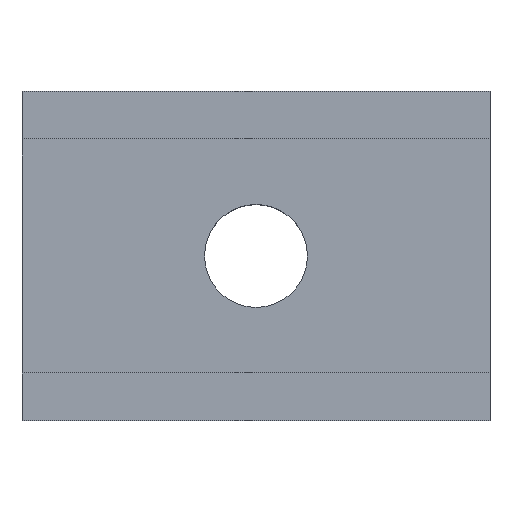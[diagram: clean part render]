
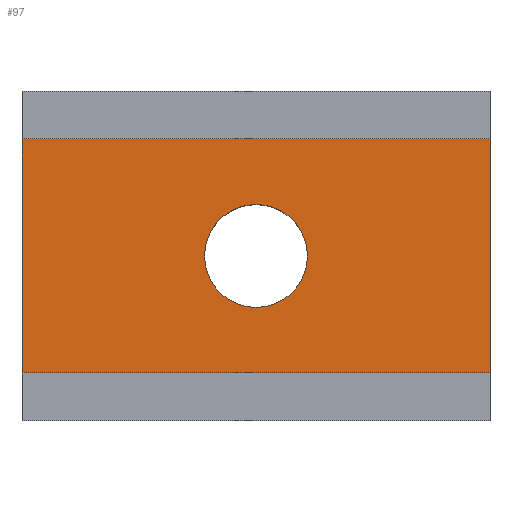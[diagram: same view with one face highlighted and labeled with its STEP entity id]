
A CAD part, top view. The second image highlights one B-rep face of the part: STEP entity #97.
In plain terms, the highlighted planar face has unit normal (0, 0, 1).
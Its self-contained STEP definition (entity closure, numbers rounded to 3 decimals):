
#97=ADVANCED_FACE('',(#217,#218),#219,.T.);
#217=FACE_OUTER_BOUND('',#359,.T.);
#218=FACE_BOUND('',#360,.T.);
#219=PLANE('',#361);
#359=EDGE_LOOP('',(#573,#574,#575,#576));
#360=EDGE_LOOP('',(#577,#578));
#361=AXIS2_PLACEMENT_3D('',#579,#580,#581);
#573=ORIENTED_EDGE('',*,*,#952,.T.);
#574=ORIENTED_EDGE('',*,*,#953,.F.);
#575=ORIENTED_EDGE('',*,*,#954,.T.);
#576=ORIENTED_EDGE('',*,*,#949,.T.);
#577=ORIENTED_EDGE('',*,*,#920,.T.);
#578=ORIENTED_EDGE('',*,*,#937,.T.);
#579=CARTESIAN_POINT('',(10.0,5.,1.5));
#580=DIRECTION('',(0.0,0.0,1.0));
#581=DIRECTION('',(1.0,-0.0,0.0));
#920=EDGE_CURVE('',#1117,#1121,#1123,.T.);
#937=EDGE_CURVE('',#1121,#1117,#1150,.T.);
#949=EDGE_CURVE('',#1167,#1165,#1168,.T.);
#952=EDGE_CURVE('',#1165,#1171,#1172,.T.);
#953=EDGE_CURVE('',#1173,#1171,#1174,.T.);
#954=EDGE_CURVE('',#1173,#1167,#1175,.T.);
#1117=VERTEX_POINT('',#1386);
#1121=VERTEX_POINT('',#1391);
#1123=CIRCLE('',#1394,2.2);
#1150=CIRCLE('',#1434,2.2);
#1165=VERTEX_POINT('',#1455);
#1167=VERTEX_POINT('',#1458);
#1168=LINE('',#1459,#1460);
#1171=VERTEX_POINT('',#1464);
#1172=LINE('',#1465,#1466);
#1173=VERTEX_POINT('',#1467);
#1174=LINE('',#1468,#1469);
#1175=LINE('',#1470,#1471);
#1386=CARTESIAN_POINT('',(2.2,0.,1.5));
#1391=CARTESIAN_POINT('',(-2.2,0.,1.5));
#1394=AXIS2_PLACEMENT_3D('',#1717,#1718,#1719);
#1434=AXIS2_PLACEMENT_3D('',#1733,#1734,#1735);
#1455=CARTESIAN_POINT('',(-10.0,5.,1.5));
#1458=CARTESIAN_POINT('',(10.0,5.,1.5));
#1459=CARTESIAN_POINT('',(10.0,5.,1.5));
#1460=VECTOR('',#1746,20.0);
#1464=CARTESIAN_POINT('',(-10.0,-5.,1.5));
#1465=CARTESIAN_POINT('',(-10.0,5.,1.5));
#1466=VECTOR('',#1748,10.0);
#1467=CARTESIAN_POINT('',(10.0,-5.,1.5));
#1468=CARTESIAN_POINT('',(10.0,-5.,1.5));
#1469=VECTOR('',#1749,20.0);
#1470=CARTESIAN_POINT('',(10.0,-5.,1.5));
#1471=VECTOR('',#1750,10.0);
#1717=CARTESIAN_POINT('',(0.0,0.,1.5));
#1718=DIRECTION('',(0.0,0.0,-1.0));
#1719=DIRECTION('',(1.0,0.0,0.0));
#1733=CARTESIAN_POINT('',(0.0,0.,1.5));
#1734=DIRECTION('',(0.0,0.0,-1.0));
#1735=DIRECTION('',(1.0,0.0,0.0));
#1746=DIRECTION('',(-1.0,0.0,0.0));
#1748=DIRECTION('',(0.0,-1.0,0.0));
#1749=DIRECTION('',(-1.0,0.0,0.0));
#1750=DIRECTION('',(0.0,1.0,0.0));
